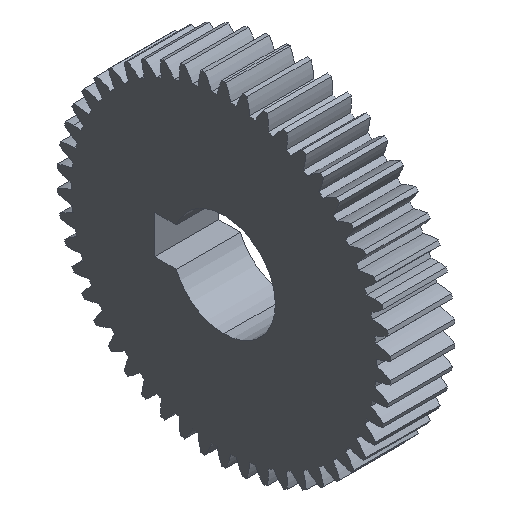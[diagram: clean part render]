
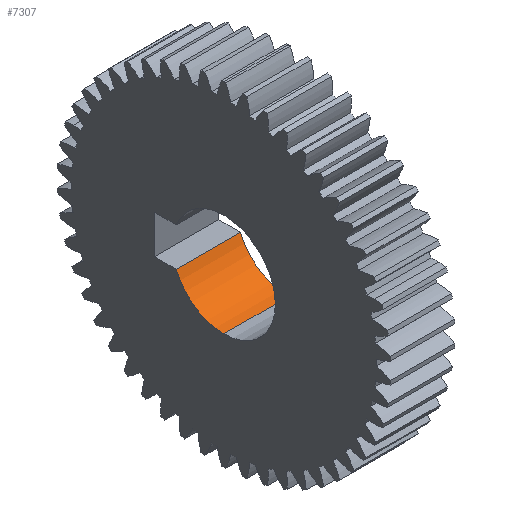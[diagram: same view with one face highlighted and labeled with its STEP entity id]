
A CAD part, isometric view. The second image highlights one B-rep face of the part: STEP entity #7307.
In plain terms, the highlighted cylindrical face has radius 4 mm (diameter 8 mm), a partial arc.
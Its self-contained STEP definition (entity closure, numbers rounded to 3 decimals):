
#6 = DIRECTION ( 'NONE',  ( 0., 0., 1. ) ) ;
#72 = DIRECTION ( 'NONE',  ( -1., 0., 0. ) ) ;
#110 = CARTESIAN_POINT ( 'NONE',  ( 50., 0., 0. ) ) ;
#407 = ORIENTED_EDGE ( 'NONE', *, *, #3540, .T. ) ;
#441 = EDGE_CURVE ( 'NONE', #1713, #5253, #6713, .T. ) ;
#605 = CARTESIAN_POINT ( 'NONE',  ( 50., 0., -4. ) ) ;
#1713 = VERTEX_POINT ( 'NONE', #6369 ) ;
#1715 = CARTESIAN_POINT ( 'NONE',  ( 50., 3.708, -1.5 ) ) ;
#1731 = CARTESIAN_POINT ( 'NONE',  ( 0., 0., 0. ) ) ;
#1782 = VERTEX_POINT ( 'NONE', #3130 ) ;
#2210 = ORIENTED_EDGE ( 'NONE', *, *, #2685, .F. ) ;
#2447 = DIRECTION ( 'NONE',  ( -1., 0., 0. ) ) ;
#2672 = VECTOR ( 'NONE', #6855, 1000. ) ;
#2685 = EDGE_CURVE ( 'NONE', #1713, #2701, #3392, .T. ) ;
#2701 = VERTEX_POINT ( 'NONE', #6817 ) ;
#2722 = EDGE_CURVE ( 'NONE', #5253, #1782, #6773, .T. ) ;
#2838 = DIRECTION ( 'NONE',  ( 1., 0., 0. ) ) ;
#3130 = CARTESIAN_POINT ( 'NONE',  ( 0., 3.708, -1.5 ) ) ;
#3392 = LINE ( 'NONE', #605, #6499 ) ;
#3517 = AXIS2_PLACEMENT_3D ( 'NONE', #4584, #2838, #6 ) ;
#3540 = EDGE_CURVE ( 'NONE', #1782, #2701, #4567, .T. ) ;
#3971 = DIRECTION ( 'NONE',  ( 0., 0., -1. ) ) ;
#4525 = CARTESIAN_POINT ( 'NONE',  ( 5., 3.708, -1.5 ) ) ;
#4567 = CIRCLE ( 'NONE', #4807, 4. ) ;
#4570 = DIRECTION ( 'NONE',  ( 0., 0., 1. ) ) ;
#4584 = CARTESIAN_POINT ( 'NONE',  ( 5., 0., 0. ) ) ;
#4606 = FACE_OUTER_BOUND ( 'NONE', #7116, .T. ) ;
#4731 = AXIS2_PLACEMENT_3D ( 'NONE', #110, #2447, #4570 ) ;
#4807 = AXIS2_PLACEMENT_3D ( 'NONE', #1731, #72, #3971 ) ;
#5148 = DIRECTION ( 'NONE',  ( -1., 0., 0. ) ) ;
#5253 = VERTEX_POINT ( 'NONE', #4525 ) ;
#5412 = ORIENTED_EDGE ( 'NONE', *, *, #441, .T. ) ;
#5662 = ORIENTED_EDGE ( 'NONE', *, *, #2722, .T. ) ;
#6314 = CYLINDRICAL_SURFACE ( 'NONE', #4731, 4. ) ;
#6369 = CARTESIAN_POINT ( 'NONE',  ( 5., 0., -4. ) ) ;
#6499 = VECTOR ( 'NONE', #5148, 1000. ) ;
#6713 = CIRCLE ( 'NONE', #3517, 4. ) ;
#6773 = LINE ( 'NONE', #1715, #2672 ) ;
#6817 = CARTESIAN_POINT ( 'NONE',  ( 0., 0., -4. ) ) ;
#6855 = DIRECTION ( 'NONE',  ( -1., 0., 0. ) ) ;
#7116 = EDGE_LOOP ( 'NONE', ( #2210, #5412, #5662, #407 ) ) ;
#7307 = ADVANCED_FACE ( 'NONE', ( #4606 ), #6314, .F. ) ;
